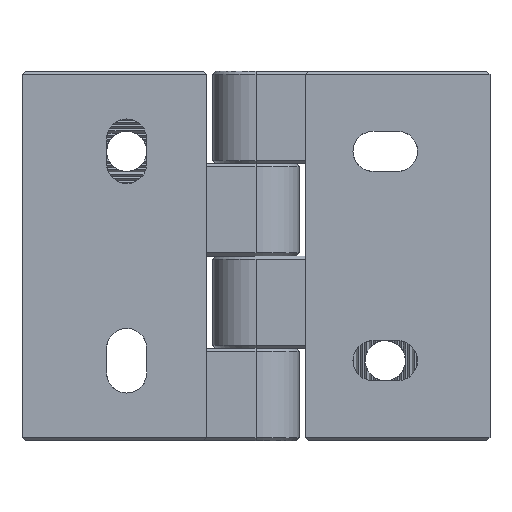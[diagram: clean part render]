
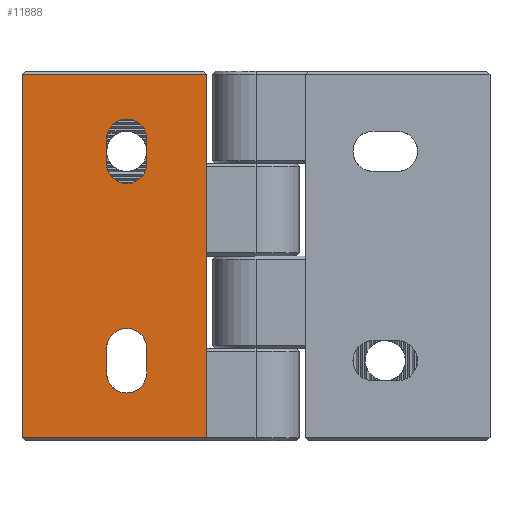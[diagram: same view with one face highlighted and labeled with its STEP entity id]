
A CAD part, front view. The second image highlights one B-rep face of the part: STEP entity #11888.
In plain terms, the highlighted planar face has unit normal (0, -1, 0).
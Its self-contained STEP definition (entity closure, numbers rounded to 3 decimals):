
#112 = EDGE_LOOP ( 'NONE', ( #3433, #9917, #12898, #6497 ) ) ;
#352 = PLANE ( 'NONE',  #5768 ) ;
#432 = DIRECTION ( 'NONE',  ( 0., 1., 0. ) ) ;
#663 = VERTEX_POINT ( 'NONE', #22365 ) ;
#674 = CARTESIAN_POINT ( 'NONE',  ( -21., -8.5, 19. ) ) ;
#781 = VERTEX_POINT ( 'NONE', #18111 ) ;
#1020 = ORIENTED_EDGE ( 'NONE', *, *, #14632, .T. ) ;
#1055 = DIRECTION ( 'NONE',  ( 1., 0., 0. ) ) ;
#1096 = LINE ( 'NONE', #12408, #5766 ) ;
#1226 = ORIENTED_EDGE ( 'NONE', *, *, #20051, .T. ) ;
#1325 = FACE_BOUND ( 'NONE', #112, .T. ) ;
#1662 = LINE ( 'NONE', #19146, #11128 ) ;
#1806 = VERTEX_POINT ( 'NONE', #24289 ) ;
#1853 = VECTOR ( 'NONE', #20406, 1000. ) ;
#1982 = AXIS2_PLACEMENT_3D ( 'NONE', #25082, #13065, #1055 ) ;
#2351 = VERTEX_POINT ( 'NONE', #17135 ) ;
#2358 = CARTESIAN_POINT ( 'NONE',  ( -21., -8.5, 15. ) ) ;
#2658 = DIRECTION ( 'NONE',  ( -1., 0., 0. ) ) ;
#2734 = CARTESIAN_POINT ( 'NONE',  ( -8., -8.5, 30. ) ) ;
#3433 = ORIENTED_EDGE ( 'NONE', *, *, #15030, .T. ) ;
#3580 = VECTOR ( 'NONE', #10642, 1000. ) ;
#3850 = ORIENTED_EDGE ( 'NONE', *, *, #11619, .T. ) ;
#4163 = EDGE_LOOP ( 'NONE', ( #4901, #21899, #20271, #1020 ) ) ;
#4398 = DIRECTION ( 'NONE',  ( 1., 0., 0. ) ) ;
#4544 = VECTOR ( 'NONE', #4752, 1000. ) ;
#4601 = CARTESIAN_POINT ( 'NONE',  ( -8., -8.5, -29.5 ) ) ;
#4752 = DIRECTION ( 'NONE',  ( 0., 0., -1. ) ) ;
#4901 = ORIENTED_EDGE ( 'NONE', *, *, #12960, .T. ) ;
#5766 = VECTOR ( 'NONE', #24389, 1000. ) ;
#5768 = AXIS2_PLACEMENT_3D ( 'NONE', #12474, #432, #14488 ) ;
#6028 = FACE_BOUND ( 'NONE', #4163, .T. ) ;
#6173 = CARTESIAN_POINT ( 'NONE',  ( -17.75, -8.5, 19. ) ) ;
#6497 = ORIENTED_EDGE ( 'NONE', *, *, #17679, .T. ) ;
#6536 = VERTEX_POINT ( 'NONE', #12968 ) ;
#6752 = VERTEX_POINT ( 'NONE', #17811 ) ;
#8705 = LINE ( 'NONE', #21005, #13444 ) ;
#8759 = CARTESIAN_POINT ( 'NONE',  ( -21., -8.5, -15. ) ) ;
#9917 = ORIENTED_EDGE ( 'NONE', *, *, #15676, .T. ) ;
#9923 = AXIS2_PLACEMENT_3D ( 'NONE', #2358, #16468, #4398 ) ;
#10642 = DIRECTION ( 'NONE',  ( 0., 0., 1. ) ) ;
#10799 = DIRECTION ( 'NONE',  ( -1., 0., 0. ) ) ;
#11128 = VECTOR ( 'NONE', #21173, 1000. ) ;
#11167 = CARTESIAN_POINT ( 'NONE',  ( -17.75, -8.5, -15. ) ) ;
#11387 = EDGE_LOOP ( 'NONE', ( #12735, #17861, #3850, #1226 ) ) ;
#11458 = VERTEX_POINT ( 'NONE', #12497 ) ;
#11619 = EDGE_CURVE ( 'NONE', #663, #15287, #1662, .T. ) ;
#11888 = ADVANCED_FACE ( 'NONE', ( #6028, #1325, #21452 ), #352, .F. ) ;
#11901 = AXIS2_PLACEMENT_3D ( 'NONE', #8759, #22807, #10799 ) ;
#12295 = LINE ( 'NONE', #14909, #22942 ) ;
#12408 = CARTESIAN_POINT ( 'NONE',  ( -38., -8.5, 29.5 ) ) ;
#12474 = CARTESIAN_POINT ( 'NONE',  ( -38., -8.5, 30. ) ) ;
#12497 = CARTESIAN_POINT ( 'NONE',  ( -24.25, -8.5, -19. ) ) ;
#12735 = ORIENTED_EDGE ( 'NONE', *, *, #18209, .F. ) ;
#12898 = ORIENTED_EDGE ( 'NONE', *, *, #16179, .T. ) ;
#12913 = VECTOR ( 'NONE', #15224, 1000. ) ;
#12960 = EDGE_CURVE ( 'NONE', #6752, #1806, #14291, .T. ) ;
#12968 = CARTESIAN_POINT ( 'NONE',  ( -17.75, -8.5, 15. ) ) ;
#13065 = DIRECTION ( 'NONE',  ( 0., 1., 0. ) ) ;
#13444 = VECTOR ( 'NONE', #22992, 1000. ) ;
#13481 = EDGE_CURVE ( 'NONE', #1806, #24726, #17091, .T. ) ;
#13552 = LINE ( 'NONE', #11167, #12913 ) ;
#14156 = EDGE_CURVE ( 'NONE', #24726, #6536, #12295, .T. ) ;
#14291 = LINE ( 'NONE', #24723, #3580 ) ;
#14443 = AXIS2_PLACEMENT_3D ( 'NONE', #674, #14740, #2658 ) ;
#14488 = DIRECTION ( 'NONE',  ( 0., 0., 1. ) ) ;
#14630 = CARTESIAN_POINT ( 'NONE',  ( -8., -8.5, 29.5 ) ) ;
#14632 = EDGE_CURVE ( 'NONE', #6536, #6752, #21991, .T. ) ;
#14740 = DIRECTION ( 'NONE',  ( 0., 1., 0. ) ) ;
#14909 = CARTESIAN_POINT ( 'NONE',  ( -17.75, -8.5, 19. ) ) ;
#15030 = EDGE_CURVE ( 'NONE', #11458, #2351, #17922, .T. ) ;
#15224 = DIRECTION ( 'NONE',  ( 0., 0., -1. ) ) ;
#15287 = VERTEX_POINT ( 'NONE', #25284 ) ;
#15651 = CIRCLE ( 'NONE', #11901, 3.25 ) ;
#15676 = EDGE_CURVE ( 'NONE', #2351, #781, #15651, .T. ) ;
#16179 = EDGE_CURVE ( 'NONE', #781, #22813, #13552, .T. ) ;
#16468 = DIRECTION ( 'NONE',  ( 0., 1., 0. ) ) ;
#16853 = DIRECTION ( 'NONE',  ( 0., 0., -1. ) ) ;
#17091 = CIRCLE ( 'NONE', #14443, 3.25 ) ;
#17135 = CARTESIAN_POINT ( 'NONE',  ( -24.25, -8.5, -15. ) ) ;
#17679 = EDGE_CURVE ( 'NONE', #22813, #11458, #17865, .T. ) ;
#17811 = CARTESIAN_POINT ( 'NONE',  ( -24.25, -8.5, 15. ) ) ;
#17861 = ORIENTED_EDGE ( 'NONE', *, *, #18659, .T. ) ;
#17865 = CIRCLE ( 'NONE', #1982, 3.25 ) ;
#17922 = LINE ( 'NONE', #24304, #1853 ) ;
#18111 = CARTESIAN_POINT ( 'NONE',  ( -17.75, -8.5, -15. ) ) ;
#18180 = VERTEX_POINT ( 'NONE', #14630 ) ;
#18209 = EDGE_CURVE ( 'NONE', #18180, #24201, #20603, .T. ) ;
#18659 = EDGE_CURVE ( 'NONE', #18180, #663, #1096, .T. ) ;
#19146 = CARTESIAN_POINT ( 'NONE',  ( -38., -8.5, 30. ) ) ;
#20051 = EDGE_CURVE ( 'NONE', #15287, #24201, #8705, .T. ) ;
#20271 = ORIENTED_EDGE ( 'NONE', *, *, #14156, .T. ) ;
#20406 = DIRECTION ( 'NONE',  ( 0., 0., 1. ) ) ;
#20603 = LINE ( 'NONE', #2734, #4544 ) ;
#21005 = CARTESIAN_POINT ( 'NONE',  ( -38., -8.5, -29.5 ) ) ;
#21173 = DIRECTION ( 'NONE',  ( 0., 0., -1. ) ) ;
#21452 = FACE_OUTER_BOUND ( 'NONE', #11387, .T. ) ;
#21503 = CARTESIAN_POINT ( 'NONE',  ( -17.75, -8.5, -19. ) ) ;
#21899 = ORIENTED_EDGE ( 'NONE', *, *, #13481, .T. ) ;
#21991 = CIRCLE ( 'NONE', #9923, 3.25 ) ;
#22365 = CARTESIAN_POINT ( 'NONE',  ( -38., -8.5, 29.5 ) ) ;
#22807 = DIRECTION ( 'NONE',  ( 0., 1., 0. ) ) ;
#22813 = VERTEX_POINT ( 'NONE', #21503 ) ;
#22942 = VECTOR ( 'NONE', #16853, 1000. ) ;
#22992 = DIRECTION ( 'NONE',  ( 1., 0., 0. ) ) ;
#24201 = VERTEX_POINT ( 'NONE', #4601 ) ;
#24289 = CARTESIAN_POINT ( 'NONE',  ( -24.25, -8.5, 19. ) ) ;
#24304 = CARTESIAN_POINT ( 'NONE',  ( -24.25, -8.5, -19. ) ) ;
#24389 = DIRECTION ( 'NONE',  ( -1., 0., 0. ) ) ;
#24723 = CARTESIAN_POINT ( 'NONE',  ( -24.25, -8.5, 15. ) ) ;
#24726 = VERTEX_POINT ( 'NONE', #6173 ) ;
#25082 = CARTESIAN_POINT ( 'NONE',  ( -21., -8.5, -19. ) ) ;
#25284 = CARTESIAN_POINT ( 'NONE',  ( -38., -8.5, -29.5 ) ) ;
